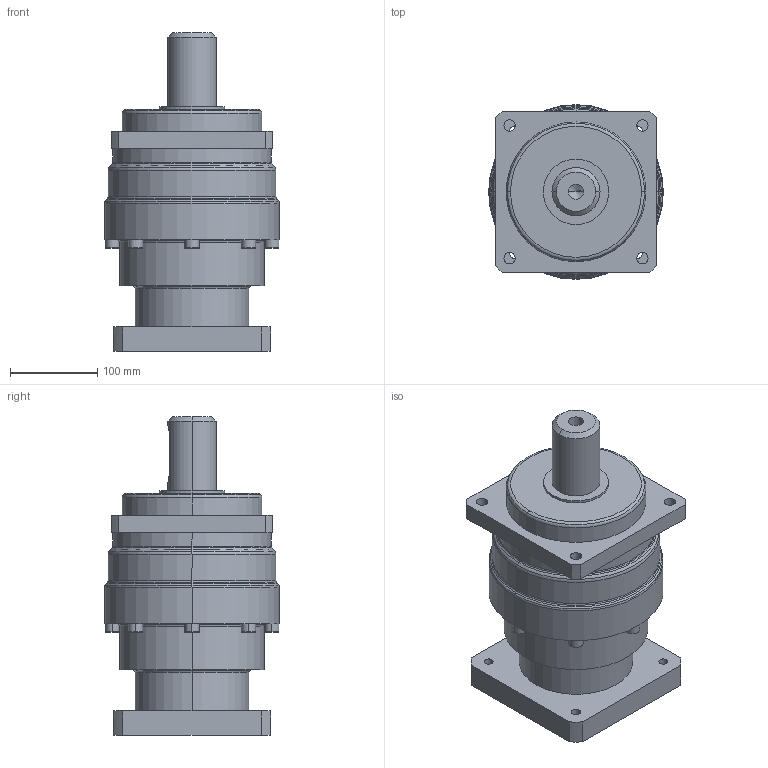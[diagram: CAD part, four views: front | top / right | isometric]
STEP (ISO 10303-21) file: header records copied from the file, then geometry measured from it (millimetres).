
FILE_DESCRIPTION((''),'2;1');
FILE_NAME('VRS180-L2-S2','2022-06-14T15:26:38',('Administrator'),(''),'CREO PARAMETRIC BY PTC INC, 2019010','CREO PARAMETRIC BY PTC INC, 2019010','');
FILE_SCHEMA(('CONFIG_CONTROL_DESIGN'));
Length unit declared in the file: millimetre
Products named in the file (1): VRS180-L2-S2
Bounding box: 200 x 200 x 365 mm (x, y, z)
Surface area: 340233.1 mm2 (no closed solid volume)
Topology: 0 solids, 2 shells, 346 faces, 866 edges, 553 vertices
Faces by surface type: plane 150, cylinder 98, torus 90, cone 8
Entity records: 10671 total; most frequent: CARTESIAN_POINT 2049, DIRECTION 1934, ORIENTED_EDGE 1708, EDGE_CURVE 864, AXIS2_PLACEMENT_3D 764, VERTEX_POINT 553, CIRCLE 418, VECTOR 406
